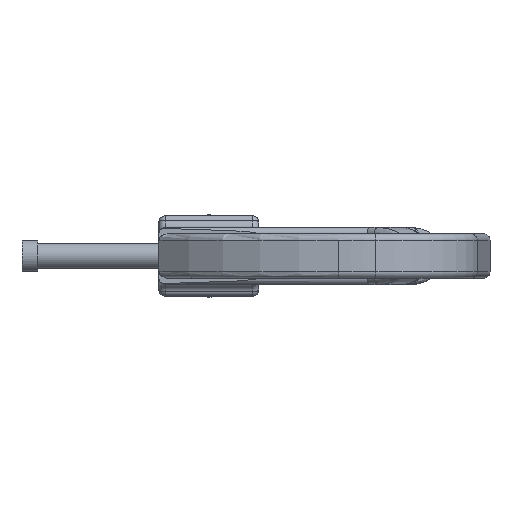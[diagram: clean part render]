
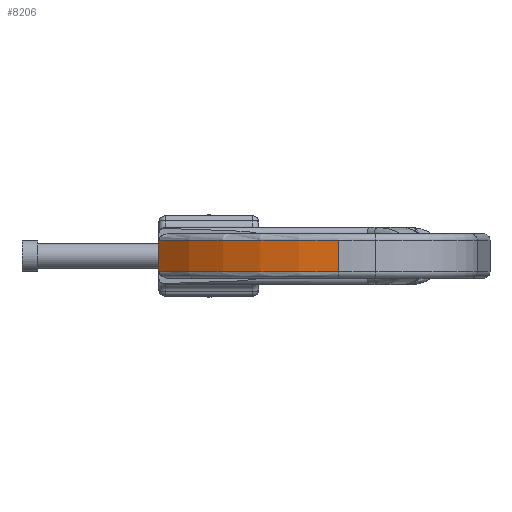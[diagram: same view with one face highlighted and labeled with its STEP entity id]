
A CAD part, left-side view. The second image highlights one B-rep face of the part: STEP entity #8206.
In plain terms, the highlighted cylindrical face has radius 80 mm (diameter 160 mm), a partial arc.
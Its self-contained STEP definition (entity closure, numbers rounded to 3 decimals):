
#3882 = CARTESIAN_POINT ( 'NONE',  ( -92.514, 12.099, -5. ) ) ;
#5738 = CARTESIAN_POINT ( 'NONE',  ( -92.514, 12.099, 5. ) ) ;
#6078 = DIRECTION ( 'NONE',  ( 0., 0., -1. ) ) ;
#6079 = VECTOR ( 'NONE', #6078, 1000. ) ;
#6080 = CARTESIAN_POINT ( 'NONE',  ( -92.514, 12.099, 5. ) ) ;
#6087 = LINE ( 'NONE', #6080, #6079 ) ;
#6128 = DIRECTION ( 'NONE',  ( 0., 0., -1. ) ) ;
#6147 = CARTESIAN_POINT ( 'NONE',  ( -69., 68.75, 5. ) ) ;
#6151 = DIRECTION ( 'NONE',  ( -1., 0., 0. ) ) ;
#6152 = DIRECTION ( 'NONE',  ( 0., 0., 1. ) ) ;
#6153 = AXIS2_PLACEMENT_3D ( 'NONE', #6179, #6152, #6151 ) ;
#6154 = CIRCLE ( 'NONE', #6153, 80. ) ;
#6164 = LINE ( 'NONE', #6165, #6192 ) ;
#6165 = CARTESIAN_POINT ( 'NONE',  ( -69., 68.75, 5. ) ) ;
#6179 = CARTESIAN_POINT ( 'NONE',  ( -12.514, 12.099, -5. ) ) ;
#6192 = VECTOR ( 'NONE', #6128, 1000. ) ;
#6205 = CARTESIAN_POINT ( 'NONE',  ( -12.514, 12.099, 5. ) ) ;
#6206 = AXIS2_PLACEMENT_3D ( 'NONE', #6205, #6236, #6235 ) ;
#6207 = CYLINDRICAL_SURFACE ( 'NONE', #6206, 80. ) ;
#6229 = FACE_OUTER_BOUND ( 'NONE', #8207, .T. ) ;
#6235 = DIRECTION ( 'NONE',  ( -1., 0., 0. ) ) ;
#6236 = DIRECTION ( 'NONE',  ( 0., 0., -1. ) ) ;
#6346 = DIRECTION ( 'NONE',  ( 1., 0., 0. ) ) ;
#6347 = DIRECTION ( 'NONE',  ( 0., 0., -1. ) ) ;
#6348 = CARTESIAN_POINT ( 'NONE',  ( -12.514, 12.099, 5. ) ) ;
#6349 = AXIS2_PLACEMENT_3D ( 'NONE', #6348, #6347, #6346 ) ;
#6350 = CIRCLE ( 'NONE', #6349, 80. ) ;
#6414 = CARTESIAN_POINT ( 'NONE',  ( -69., 68.75, -5. ) ) ;
#7805 = VERTEX_POINT ( 'NONE', #3882 ) ;
#7982 = VERTEX_POINT ( 'NONE', #5738 ) ;
#8143 = EDGE_CURVE ( 'NONE', #7982, #7805, #6087, .T. ) ;
#8147 = EDGE_CURVE ( 'NONE', #8148, #8272, #6164, .T. ) ;
#8148 = VERTEX_POINT ( 'NONE', #6147 ) ;
#8175 = EDGE_CURVE ( 'NONE', #8272, #7805, #6154, .T. ) ;
#8206 = ADVANCED_FACE ( 'NONE', ( #6229 ), #6207, .T. ) ;
#8207 = EDGE_LOOP ( 'NONE', ( #8208, #8317, #8313, #8314 ) ) ;
#8208 = ORIENTED_EDGE ( 'NONE', *, *, #8143, .F. ) ;
#8272 = VERTEX_POINT ( 'NONE', #6414 ) ;
#8313 = ORIENTED_EDGE ( 'NONE', *, *, #8147, .T. ) ;
#8314 = ORIENTED_EDGE ( 'NONE', *, *, #8175, .T. ) ;
#8317 = ORIENTED_EDGE ( 'NONE', *, *, #8318, .T. ) ;
#8318 = EDGE_CURVE ( 'NONE', #7982, #8148, #6350, .T. ) ;
